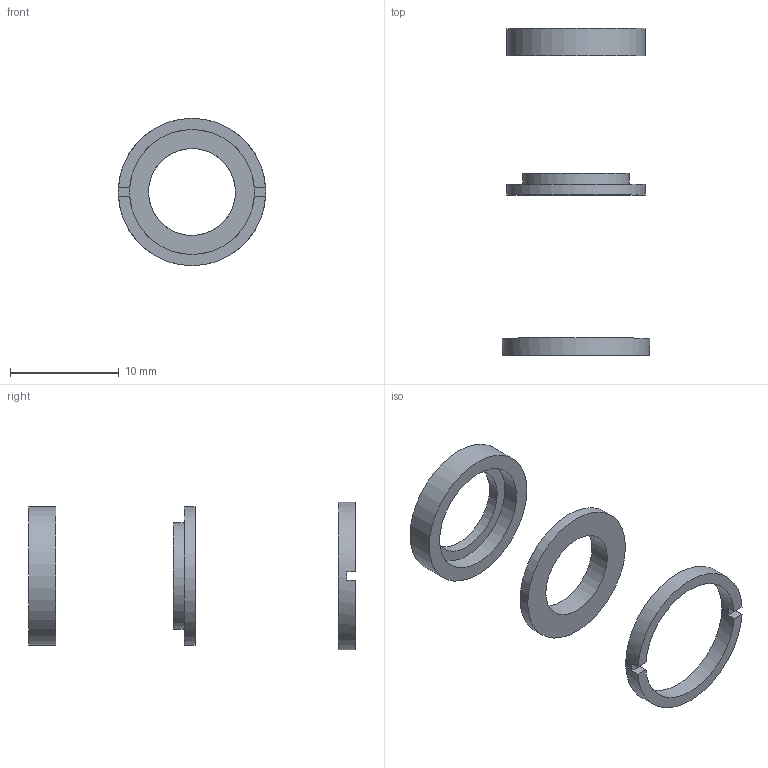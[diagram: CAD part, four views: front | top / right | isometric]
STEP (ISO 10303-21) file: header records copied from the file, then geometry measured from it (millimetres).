
FILE_DESCRIPTION(/* description */ (''),/* implementation_level */ '2;1');
FILE_NAME(/* name */ 'CADS-12.7-10.stp',/* time_stamp */ '2022-12-16T16:58:26+09:00',/* author */ ('e.nonaka'),/* organization */ (''),/* preprocessor_version */ 'ST-DEVELOPER v18.1',/* originating_system */ 'Autodesk Inventor 2021',/* authorisation */ '');
FILE_SCHEMA (('AUTOMOTIVE_DESIGN { 1 0 10303 214 3 1 1 }'));
Length unit declared in the file: millimetre
Products named in the file (1): CADS12.710-M02-22001-TS01
Bounding box: 13.55 x 30.07 x 13.55 mm (x, y, z)
Volume: 313.4 mm3; surface area: 805.9 mm2
Topology: 3 solids, 3 shells, 23 faces, 48 edges, 32 vertices
Faces by surface type: plane 15, cylinder 8
Full cylindrical faces by diameter (mm): 8 x2, 9.8 x1, 10 x1, 11.5 x1, 12.7 x2, 13.55 x1
Entity records: 700 total; most frequent: DIRECTION 120, CARTESIAN_POINT 104, ORIENTED_EDGE 96, EDGE_CURVE 48, AXIS2_PLACEMENT_3D 48, VERTEX_POINT 32, EDGE_LOOP 30, STYLED_ITEM 26
